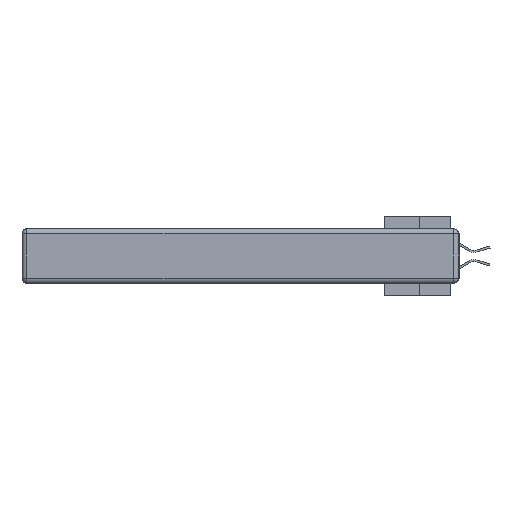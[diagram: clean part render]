
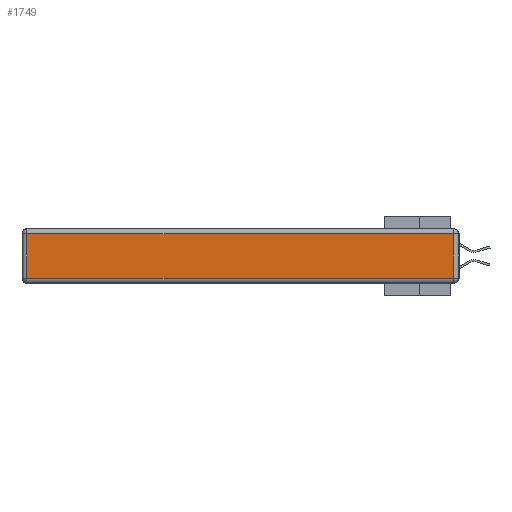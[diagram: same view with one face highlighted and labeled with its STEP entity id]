
A CAD part, left-side view. The second image highlights one B-rep face of the part: STEP entity #1749.
In plain terms, the highlighted planar face has unit normal (-1, 0, 0).
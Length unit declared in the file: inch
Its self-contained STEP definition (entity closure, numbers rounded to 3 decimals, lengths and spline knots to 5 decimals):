
#933 = CARTESIAN_POINT ( 'NONE',  ( 0., 0., -0.343 ) ) ;
#1749 = ADVANCED_FACE ( 'NONE', ( #6734 ), #24322, .T. ) ;
#6734 = FACE_OUTER_BOUND ( 'NONE', #25464, .T. ) ;
#7257 = LINE ( 'NONE', #24144, #17971 ) ;
#7643 = LINE ( 'NONE', #11687, #10514 ) ;
#7740 = EDGE_CURVE ( 'NONE', #29658, #29471, #12022, .T. ) ;
#8395 = DIRECTION ( 'NONE',  ( 0., 0., 1. ) ) ;
#9077 = CARTESIAN_POINT ( 'NONE',  ( 0., 0.03, -0.313 ) ) ;
#9822 = EDGE_CURVE ( 'NONE', #11942, #29658, #7257, .T. ) ;
#9983 = EDGE_CURVE ( 'NONE', #29471, #19678, #7643, .T. ) ;
#10514 = VECTOR ( 'NONE', #19301, 39.37008 ) ;
#10875 = LINE ( 'NONE', #31014, #26958 ) ;
#11687 = CARTESIAN_POINT ( 'NONE',  ( 0., 2.75, -0.03 ) ) ;
#11942 = VERTEX_POINT ( 'NONE', #20096 ) ;
#12022 = LINE ( 'NONE', #16043, #25651 ) ;
#12591 = DIRECTION ( 'NONE',  ( 0., 0., -1. ) ) ;
#16043 = CARTESIAN_POINT ( 'NONE',  ( 0., 0.03, -0.343 ) ) ;
#17971 = VECTOR ( 'NONE', #21717, 39.37008 ) ;
#18581 = ORIENTED_EDGE ( 'NONE', *, *, #9822, .T. ) ;
#18795 = ORIENTED_EDGE ( 'NONE', *, *, #23773, .T. ) ;
#19301 = DIRECTION ( 'NONE',  ( 0., 1., 0. ) ) ;
#19678 = VERTEX_POINT ( 'NONE', #23428 ) ;
#20096 = CARTESIAN_POINT ( 'NONE',  ( 0., 2.72, -0.313 ) ) ;
#21717 = DIRECTION ( 'NONE',  ( 0., -1., 0. ) ) ;
#21779 = DIRECTION ( 'NONE',  ( -1., 0., 0. ) ) ;
#23428 = CARTESIAN_POINT ( 'NONE',  ( 0., 2.72, -0.03 ) ) ;
#23773 = EDGE_CURVE ( 'NONE', #19678, #11942, #10875, .T. ) ;
#24144 = CARTESIAN_POINT ( 'NONE',  ( 0., 0., -0.313 ) ) ;
#24322 = PLANE ( 'NONE',  #30721 ) ;
#24440 = DIRECTION ( 'NONE',  ( 0., 0., 1. ) ) ;
#25464 = EDGE_LOOP ( 'NONE', ( #18581, #33469, #28881, #18795 ) ) ;
#25651 = VECTOR ( 'NONE', #8395, 39.37008 ) ;
#26958 = VECTOR ( 'NONE', #12591, 39.37008 ) ;
#28881 = ORIENTED_EDGE ( 'NONE', *, *, #9983, .T. ) ;
#29159 = CARTESIAN_POINT ( 'NONE',  ( 0., 0.03, -0.03 ) ) ;
#29471 = VERTEX_POINT ( 'NONE', #29159 ) ;
#29658 = VERTEX_POINT ( 'NONE', #9077 ) ;
#30721 = AXIS2_PLACEMENT_3D ( 'NONE', #933, #21779, #24440 ) ;
#31014 = CARTESIAN_POINT ( 'NONE',  ( 0., 2.72, -0.343 ) ) ;
#33469 = ORIENTED_EDGE ( 'NONE', *, *, #7740, .T. ) ;
